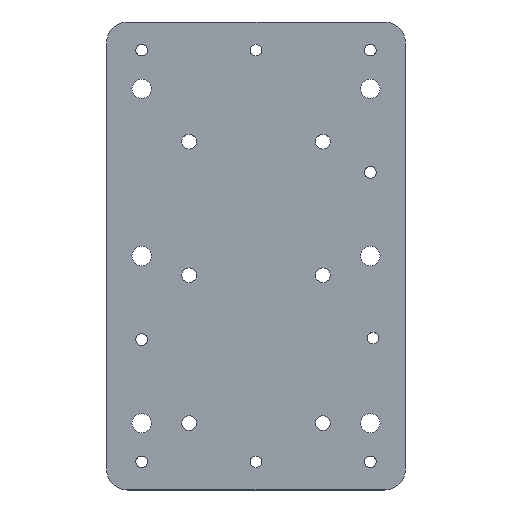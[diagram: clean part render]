
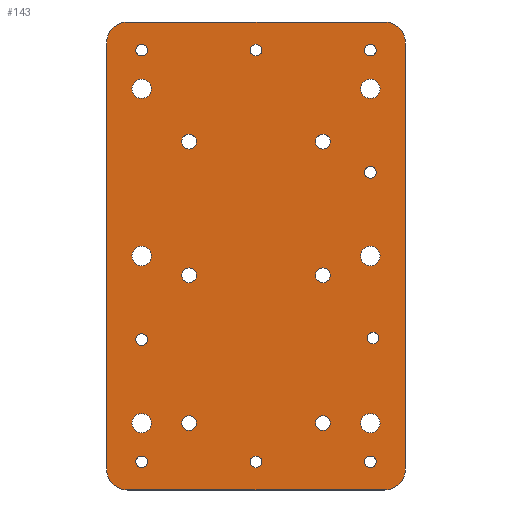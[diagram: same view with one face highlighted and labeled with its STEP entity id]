
A CAD part, top view. The second image highlights one B-rep face of the part: STEP entity #143.
In plain terms, the highlighted planar face has unit normal (0, 0, 1).
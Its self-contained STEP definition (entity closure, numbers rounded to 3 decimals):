
#64=FACE_BOUND('',#228,.T.);
#65=FACE_BOUND('',#229,.T.);
#66=FACE_BOUND('',#230,.T.);
#67=FACE_BOUND('',#231,.T.);
#68=FACE_BOUND('',#232,.T.);
#69=FACE_BOUND('',#233,.T.);
#70=FACE_BOUND('',#234,.T.);
#71=FACE_BOUND('',#235,.T.);
#72=FACE_BOUND('',#236,.T.);
#73=FACE_BOUND('',#237,.T.);
#74=FACE_BOUND('',#238,.T.);
#75=FACE_BOUND('',#239,.T.);
#76=FACE_BOUND('',#240,.T.);
#77=FACE_BOUND('',#241,.T.);
#78=FACE_BOUND('',#242,.T.);
#79=FACE_BOUND('',#243,.T.);
#80=FACE_BOUND('',#244,.T.);
#81=FACE_BOUND('',#245,.T.);
#82=FACE_BOUND('',#246,.T.);
#83=FACE_BOUND('',#247,.T.);
#84=FACE_BOUND('',#248,.T.);
#85=FACE_BOUND('',#249,.T.);
#133=PLANE('',#690);
#143=ADVANCED_FACE('NONE',(#64,#65,#66,#67,#68,#69,#70,#71,#72,#73,#74,
#75,#76,#77,#78,#79,#80,#81,#82,#83,#84,#85),#133,.F.);
#228=EDGE_LOOP('',(#385));
#229=EDGE_LOOP('',(#386));
#230=EDGE_LOOP('',(#387));
#231=EDGE_LOOP('',(#388));
#232=EDGE_LOOP('',(#389));
#233=EDGE_LOOP('',(#390));
#234=EDGE_LOOP('',(#391));
#235=EDGE_LOOP('',(#392));
#236=EDGE_LOOP('',(#393));
#237=EDGE_LOOP('',(#394));
#238=EDGE_LOOP('',(#395));
#239=EDGE_LOOP('',(#396));
#240=EDGE_LOOP('',(#397));
#241=EDGE_LOOP('',(#398));
#242=EDGE_LOOP('',(#399));
#243=EDGE_LOOP('',(#400));
#244=EDGE_LOOP('',(#401));
#245=EDGE_LOOP('',(#402));
#246=EDGE_LOOP('',(#403));
#247=EDGE_LOOP('',(#404));
#248=EDGE_LOOP('',(#405));
#249=EDGE_LOOP('',(#406,#407,#408,#409,#410,#411,#412,#413));
#297=LINE('',#912,#313);
#303=LINE('',#933,#319);
#304=LINE('',#935,#320);
#306=LINE('',#938,#322);
#313=VECTOR('',#731,1.);
#319=VECTOR('',#751,1.);
#320=VECTOR('',#754,1.);
#322=VECTOR('',#758,1.);
#385=ORIENTED_EDGE('',*,*,#559,.F.);
#386=ORIENTED_EDGE('',*,*,#560,.T.);
#387=ORIENTED_EDGE('',*,*,#561,.T.);
#388=ORIENTED_EDGE('',*,*,#562,.T.);
#389=ORIENTED_EDGE('',*,*,#563,.T.);
#390=ORIENTED_EDGE('',*,*,#564,.F.);
#391=ORIENTED_EDGE('',*,*,#565,.F.);
#392=ORIENTED_EDGE('',*,*,#566,.F.);
#393=ORIENTED_EDGE('',*,*,#567,.F.);
#394=ORIENTED_EDGE('',*,*,#568,.F.);
#395=ORIENTED_EDGE('',*,*,#569,.F.);
#396=ORIENTED_EDGE('',*,*,#570,.F.);
#397=ORIENTED_EDGE('',*,*,#571,.F.);
#398=ORIENTED_EDGE('',*,*,#572,.F.);
#399=ORIENTED_EDGE('',*,*,#573,.F.);
#400=ORIENTED_EDGE('',*,*,#574,.F.);
#401=ORIENTED_EDGE('',*,*,#575,.F.);
#402=ORIENTED_EDGE('',*,*,#576,.F.);
#403=ORIENTED_EDGE('',*,*,#577,.T.);
#404=ORIENTED_EDGE('',*,*,#578,.T.);
#405=ORIENTED_EDGE('',*,*,#579,.T.);
#406=ORIENTED_EDGE('',*,*,#533,.F.);
#407=ORIENTED_EDGE('',*,*,#524,.F.);
#408=ORIENTED_EDGE('',*,*,#534,.F.);
#409=ORIENTED_EDGE('',*,*,#530,.F.);
#410=ORIENTED_EDGE('',*,*,#536,.F.);
#411=ORIENTED_EDGE('',*,*,#516,.F.);
#412=ORIENTED_EDGE('',*,*,#523,.F.);
#413=ORIENTED_EDGE('',*,*,#518,.F.);
#458=VERTEX_POINT('',#897);
#459=VERTEX_POINT('',#899);
#460=VERTEX_POINT('',#903);
#461=VERTEX_POINT('',#904);
#464=VERTEX_POINT('',#915);
#465=VERTEX_POINT('',#916);
#470=VERTEX_POINT('',#927);
#471=VERTEX_POINT('',#929);
#493=VERTEX_POINT('',#985);
#494=VERTEX_POINT('',#987);
#495=VERTEX_POINT('',#989);
#496=VERTEX_POINT('',#991);
#497=VERTEX_POINT('',#993);
#498=VERTEX_POINT('',#995);
#499=VERTEX_POINT('',#997);
#500=VERTEX_POINT('',#999);
#501=VERTEX_POINT('',#1001);
#502=VERTEX_POINT('',#1003);
#503=VERTEX_POINT('',#1005);
#504=VERTEX_POINT('',#1007);
#505=VERTEX_POINT('',#1009);
#506=VERTEX_POINT('',#1011);
#507=VERTEX_POINT('',#1013);
#508=VERTEX_POINT('',#1015);
#509=VERTEX_POINT('',#1017);
#510=VERTEX_POINT('',#1019);
#511=VERTEX_POINT('',#1021);
#512=VERTEX_POINT('',#1023);
#513=VERTEX_POINT('',#1025);
#516=EDGE_CURVE('NONE',#458,#459,#581,.T.);
#518=EDGE_CURVE('NONE',#460,#461,#582,.T.);
#523=EDGE_CURVE('NONE',#461,#458,#297,.T.);
#524=EDGE_CURVE('NONE',#464,#465,#584,.T.);
#530=EDGE_CURVE('NONE',#470,#471,#587,.T.);
#533=EDGE_CURVE('NONE',#465,#460,#303,.T.);
#534=EDGE_CURVE('NONE',#471,#464,#304,.T.);
#536=EDGE_CURVE('NONE',#459,#470,#306,.T.);
#559=EDGE_CURVE('',#493,#493,#609,.T.);
#560=EDGE_CURVE('',#494,#494,#610,.T.);
#561=EDGE_CURVE('',#495,#495,#611,.T.);
#562=EDGE_CURVE('',#496,#496,#612,.T.);
#563=EDGE_CURVE('',#497,#497,#613,.T.);
#564=EDGE_CURVE('',#498,#498,#614,.T.);
#565=EDGE_CURVE('',#499,#499,#615,.T.);
#566=EDGE_CURVE('',#500,#500,#616,.T.);
#567=EDGE_CURVE('',#501,#501,#617,.T.);
#568=EDGE_CURVE('',#502,#502,#618,.T.);
#569=EDGE_CURVE('',#503,#503,#619,.T.);
#570=EDGE_CURVE('',#504,#504,#620,.T.);
#571=EDGE_CURVE('',#505,#505,#621,.T.);
#572=EDGE_CURVE('',#506,#506,#622,.T.);
#573=EDGE_CURVE('',#507,#507,#623,.T.);
#574=EDGE_CURVE('',#508,#508,#624,.T.);
#575=EDGE_CURVE('',#509,#509,#625,.T.);
#576=EDGE_CURVE('',#510,#510,#626,.T.);
#577=EDGE_CURVE('',#511,#511,#627,.T.);
#578=EDGE_CURVE('',#512,#512,#628,.T.);
#579=EDGE_CURVE('',#513,#513,#629,.T.);
#581=CIRCLE('',#632,6.);
#582=CIRCLE('',#634,6.);
#584=CIRCLE('',#638,6.);
#587=CIRCLE('',#642,6.);
#609=CIRCLE('',#669,1.65);
#610=CIRCLE('',#670,1.65);
#611=CIRCLE('',#671,1.65);
#612=CIRCLE('',#672,1.65);
#613=CIRCLE('',#673,1.65);
#614=CIRCLE('',#674,1.65);
#615=CIRCLE('',#675,1.65);
#616=CIRCLE('',#676,1.65);
#617=CIRCLE('',#677,1.65);
#618=CIRCLE('',#678,2.1);
#619=CIRCLE('',#679,2.1);
#620=CIRCLE('',#680,2.1);
#621=CIRCLE('',#681,2.1);
#622=CIRCLE('',#682,2.1);
#623=CIRCLE('',#683,2.1);
#624=CIRCLE('',#684,2.75);
#625=CIRCLE('',#685,2.75);
#626=CIRCLE('',#686,2.75);
#627=CIRCLE('',#687,2.75);
#628=CIRCLE('',#688,2.75);
#629=CIRCLE('',#689,2.75);
#632=AXIS2_PLACEMENT_3D('',#898,#717,#718);
#634=AXIS2_PLACEMENT_3D('',#902,#722,#723);
#638=AXIS2_PLACEMENT_3D('',#914,#734,#735);
#642=AXIS2_PLACEMENT_3D('',#928,#745,#746);
#669=AXIS2_PLACEMENT_3D('',#984,#806,#807);
#670=AXIS2_PLACEMENT_3D('',#986,#808,#809);
#671=AXIS2_PLACEMENT_3D('',#988,#810,#811);
#672=AXIS2_PLACEMENT_3D('',#990,#812,#813);
#673=AXIS2_PLACEMENT_3D('',#992,#814,#815);
#674=AXIS2_PLACEMENT_3D('',#994,#816,#817);
#675=AXIS2_PLACEMENT_3D('',#996,#818,#819);
#676=AXIS2_PLACEMENT_3D('',#998,#820,#821);
#677=AXIS2_PLACEMENT_3D('',#1000,#822,#823);
#678=AXIS2_PLACEMENT_3D('',#1002,#824,#825);
#679=AXIS2_PLACEMENT_3D('',#1004,#826,#827);
#680=AXIS2_PLACEMENT_3D('',#1006,#828,#829);
#681=AXIS2_PLACEMENT_3D('',#1008,#830,#831);
#682=AXIS2_PLACEMENT_3D('',#1010,#832,#833);
#683=AXIS2_PLACEMENT_3D('',#1012,#834,#835);
#684=AXIS2_PLACEMENT_3D('',#1014,#836,#837);
#685=AXIS2_PLACEMENT_3D('',#1016,#838,#839);
#686=AXIS2_PLACEMENT_3D('',#1018,#840,#841);
#687=AXIS2_PLACEMENT_3D('',#1020,#842,#843);
#688=AXIS2_PLACEMENT_3D('',#1022,#844,#845);
#689=AXIS2_PLACEMENT_3D('',#1024,#846,#847);
#690=AXIS2_PLACEMENT_3D('',#1026,#848,#849);
#717=DIRECTION('',(0.,0.,-1.));
#718=DIRECTION('',(-1.,0.,0.));
#722=DIRECTION('',(0.,0.,-1.));
#723=DIRECTION('',(-1.,0.,0.));
#731=DIRECTION('',(0.,-1.,0.));
#734=DIRECTION('',(0.,0.,-1.));
#735=DIRECTION('',(-1.,0.,0.));
#745=DIRECTION('',(0.,0.,-1.));
#746=DIRECTION('',(-1.,0.,0.));
#751=DIRECTION('',(1.,0.,0.));
#754=DIRECTION('',(0.,1.,0.));
#758=DIRECTION('',(-1.,0.,0.));
#806=DIRECTION('',(0.,0.,1.));
#807=DIRECTION('',(-1.,0.,0.));
#808=DIRECTION('',(0.,0.,-1.));
#809=DIRECTION('',(-1.,0.,0.));
#810=DIRECTION('',(0.,0.,-1.));
#811=DIRECTION('',(-1.,0.,0.));
#812=DIRECTION('',(0.,0.,-1.));
#813=DIRECTION('',(-1.,0.,0.));
#814=DIRECTION('',(0.,0.,-1.));
#815=DIRECTION('',(-1.,0.,0.));
#816=DIRECTION('',(0.,0.,1.));
#817=DIRECTION('',(0.,1.,0.));
#818=DIRECTION('',(0.,0.,1.));
#819=DIRECTION('',(0.,1.,0.));
#820=DIRECTION('',(0.,0.,1.));
#821=DIRECTION('',(0.,1.,0.));
#822=DIRECTION('',(0.,0.,1.));
#823=DIRECTION('',(0.,1.,0.));
#824=DIRECTION('',(0.,0.,1.));
#825=DIRECTION('',(-1.,0.,0.));
#826=DIRECTION('',(0.,0.,1.));
#827=DIRECTION('',(-1.,0.,0.));
#828=DIRECTION('',(0.,0.,1.));
#829=DIRECTION('',(-1.,0.,0.));
#830=DIRECTION('',(0.,0.,1.));
#831=DIRECTION('',(-1.,0.,0.));
#832=DIRECTION('',(0.,0.,1.));
#833=DIRECTION('',(-1.,0.,0.));
#834=DIRECTION('',(0.,0.,1.));
#835=DIRECTION('',(-1.,0.,0.));
#836=DIRECTION('',(0.,0.,1.));
#837=DIRECTION('',(-1.,0.,0.));
#838=DIRECTION('',(0.,0.,1.));
#839=DIRECTION('',(-1.,0.,0.));
#840=DIRECTION('',(0.,0.,1.));
#841=DIRECTION('',(-1.,0.,0.));
#842=DIRECTION('',(0.,0.,-1.));
#843=DIRECTION('',(-1.,0.,0.));
#844=DIRECTION('',(0.,0.,-1.));
#845=DIRECTION('',(-1.,0.,0.));
#846=DIRECTION('',(0.,0.,-1.));
#847=DIRECTION('',(-1.,0.,0.));
#848=DIRECTION('',(0.,0.,-1.));
#849=DIRECTION('',(1.,0.,0.));
#897=CARTESIAN_POINT('',(-217.,26.,-800.));
#898=CARTESIAN_POINT('',(-223.,26.,-800.));
#899=CARTESIAN_POINT('',(-223.,20.,-800.));
#902=CARTESIAN_POINT('',(-223.,147.,-800.));
#903=CARTESIAN_POINT('',(-223.,153.,-800.));
#904=CARTESIAN_POINT('',(-217.,147.,-800.));
#912=CARTESIAN_POINT('',(-217.,440.,-800.));
#914=CARTESIAN_POINT('',(-296.,147.,-800.));
#915=CARTESIAN_POINT('',(-302.,147.,-800.));
#916=CARTESIAN_POINT('',(-296.,153.,-800.));
#927=CARTESIAN_POINT('',(-296.,20.,-800.));
#928=CARTESIAN_POINT('',(-296.,26.,-800.));
#929=CARTESIAN_POINT('',(-302.,26.,-800.));
#933=CARTESIAN_POINT('',(-262.,153.,-800.));
#935=CARTESIAN_POINT('',(-302.,71.5,-800.));
#938=CARTESIAN_POINT('',(-262.,20.,-800.));
#984=CARTESIAN_POINT('',(-259.5,28.,-800.));
#985=CARTESIAN_POINT('',(-261.15,28.,-800.));
#986=CARTESIAN_POINT('',(-227.,28.,-800.));
#987=CARTESIAN_POINT('',(-228.65,28.,-800.));
#988=CARTESIAN_POINT('',(-292.,28.,-800.));
#989=CARTESIAN_POINT('',(-293.65,28.,-800.));
#990=CARTESIAN_POINT('',(-292.,145.,-800.));
#991=CARTESIAN_POINT('',(-293.65,145.,-800.));
#992=CARTESIAN_POINT('',(-227.,145.,-800.));
#993=CARTESIAN_POINT('',(-228.65,145.,-800.));
#994=CARTESIAN_POINT('',(-259.5,145.,-800.));
#995=CARTESIAN_POINT('',(-259.5,146.65,-800.));
#996=CARTESIAN_POINT('',(-227.,110.25,-800.));
#997=CARTESIAN_POINT('',(-227.,111.9,-800.));
#998=CARTESIAN_POINT('',(-226.25,63.183,-800.));
#999=CARTESIAN_POINT('',(-226.25,64.833,-800.));
#1000=CARTESIAN_POINT('',(-292.,62.75,-800.));
#1001=CARTESIAN_POINT('',(-292.,64.4,-800.));
#1002=CARTESIAN_POINT('',(-240.5,81.,-800.));
#1003=CARTESIAN_POINT('',(-242.6,81.,-800.));
#1004=CARTESIAN_POINT('',(-240.5,119.,-800.));
#1005=CARTESIAN_POINT('',(-242.6,119.,-800.));
#1006=CARTESIAN_POINT('',(-278.5,81.,-800.));
#1007=CARTESIAN_POINT('',(-280.6,81.,-800.));
#1008=CARTESIAN_POINT('',(-278.5,39.,-800.));
#1009=CARTESIAN_POINT('',(-280.6,39.,-800.));
#1010=CARTESIAN_POINT('',(-278.5,119.,-800.));
#1011=CARTESIAN_POINT('',(-280.6,119.,-800.));
#1012=CARTESIAN_POINT('',(-240.5,39.,-800.));
#1013=CARTESIAN_POINT('',(-242.6,39.,-800.));
#1014=CARTESIAN_POINT('',(-227.,134.,-800.));
#1015=CARTESIAN_POINT('',(-229.75,134.,-800.));
#1016=CARTESIAN_POINT('',(-227.,86.5,-800.));
#1017=CARTESIAN_POINT('',(-229.75,86.5,-800.));
#1018=CARTESIAN_POINT('',(-227.,39.,-800.));
#1019=CARTESIAN_POINT('',(-229.75,39.,-800.));
#1020=CARTESIAN_POINT('',(-292.,134.,-800.));
#1021=CARTESIAN_POINT('',(-294.75,134.,-800.));
#1022=CARTESIAN_POINT('',(-292.,39.,-800.));
#1023=CARTESIAN_POINT('',(-294.75,39.,-800.));
#1024=CARTESIAN_POINT('',(-292.,86.5,-800.));
#1025=CARTESIAN_POINT('',(-294.75,86.5,-800.));
#1026=CARTESIAN_POINT('',(-262.,71.5,-800.));
